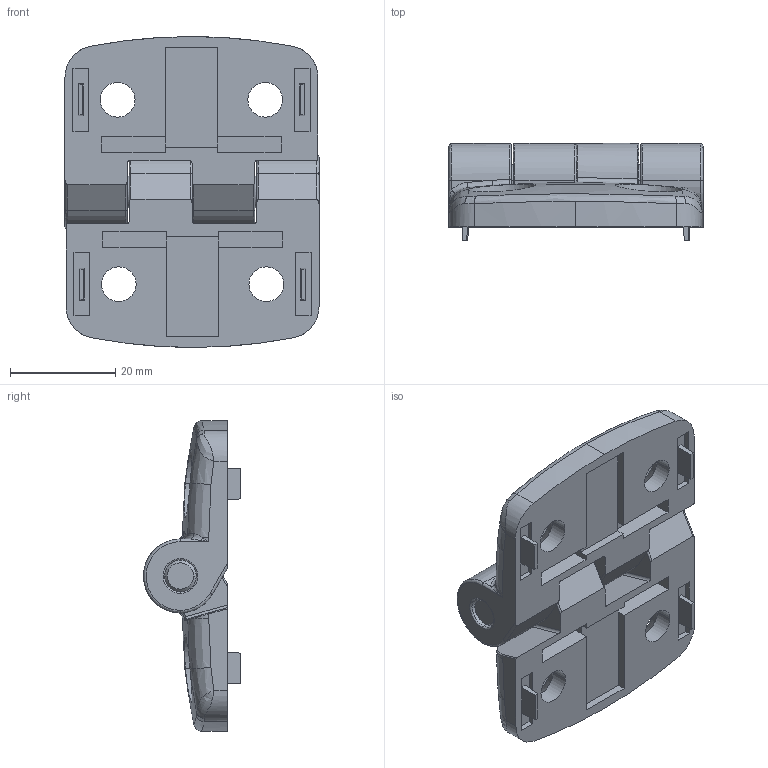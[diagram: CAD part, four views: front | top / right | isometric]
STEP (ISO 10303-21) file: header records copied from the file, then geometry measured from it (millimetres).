
FILE_DESCRIPTION (( 'STEP AP214' ), '1' );
FILE_NAME ('7226720', '2019-01-30T08:56:31', ( '' ), ('JUGARD+KÜNSTNER GmbH'), 'SwSTEP 2.0', 'SolidWorks 2017', '' );
FILE_SCHEMA (( 'AUTOMOTIVE_DESIGN' ));
Length unit declared in the file: millimetre
Products named in the file (3): 7226720; Part2; Part3
Assembly tree (3 placements, depth 2):
  7226720
    Part2  x2
    Part3
Bounding box: 48.2 x 18.4 x 59 mm (x, y, z)
Volume: 20301 mm3; surface area: 11488.2 mm2
Topology: 3 solids, 3 shells, 259 faces, 648 edges, 390 vertices
Faces by surface type: plane 95, bspline 88, cylinder 64, cone 12
Entity records: 7130 total; most frequent: CARTESIAN_POINT 2687, ORIENTED_EDGE 658, DIRECTION 505, EDGE_CURVE 329, VERTEX_POINT 202, AXIS2_PLACEMENT_3D 177, LINE 151, VECTOR 151
